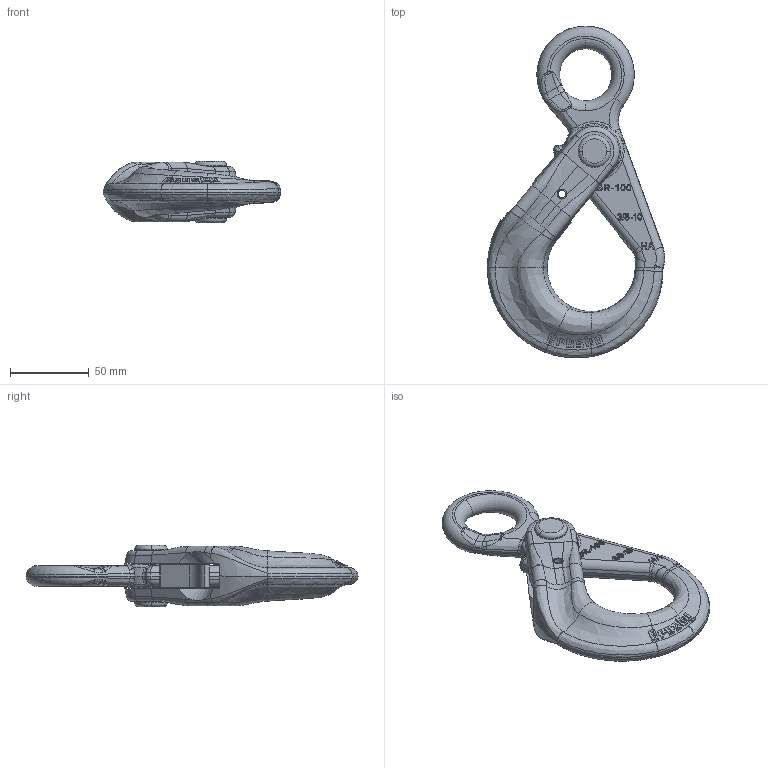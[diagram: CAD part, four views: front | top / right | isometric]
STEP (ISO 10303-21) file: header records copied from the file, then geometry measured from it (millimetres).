
FILE_DESCRIPTION((''),'2;1');
FILE_NAME('CROSBY_1316_038-10MM_1022923','2005-04-15T',('ADoughty'),('The Crosby Group, Inc.'),'PRO/ENGINEER BY PARAMETRIC TECHNOLOGY CORPORATION, 2004090','PRO/ENGINEER BY PARAMETRIC TECHNOLOGY CORPORATION, 2004090','');
FILE_SCHEMA(('CONFIG_CONTROL_DESIGN'));
Length unit declared in the file: inch
Products named in the file (1): CROSBY_1316_038-10MM_1022923
Bounding box: 112.77 x 210.88 x 38.86 mm (x, y, z)
Volume: 197660 mm3; surface area: 48859.4 mm2
Topology: 2 solids, 2 shells, 691 faces, 1815 edges, 1166 vertices
Faces by surface type: plane 350, bspline 140, cylinder 87, extrusion 48, torus 38, cone 28
Entity records: 30265 total; most frequent: CARTESIAN_POINT 14579, ORIENTED_EDGE 3630, DIRECTION 2572, EDGE_CURVE 1815, VERTEX_POINT 1166, VECTOR 942, LINE 894, AXIS2_PLACEMENT_3D 815
